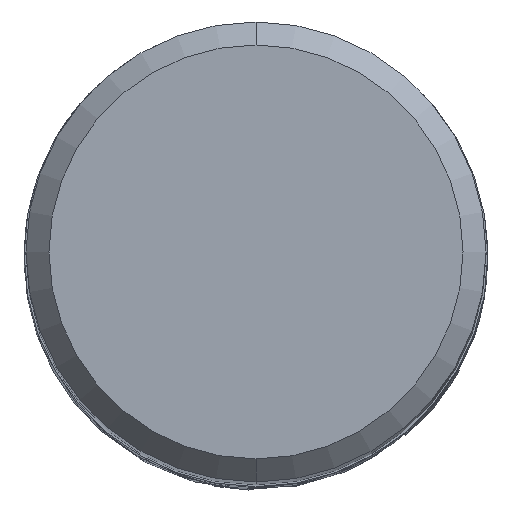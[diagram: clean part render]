
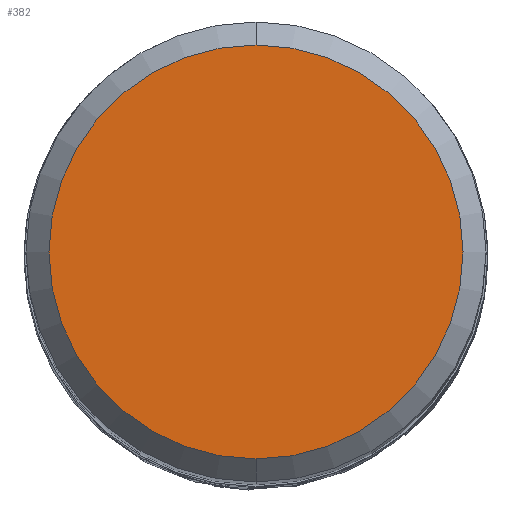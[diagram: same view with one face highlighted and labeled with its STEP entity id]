
A CAD part, top view. The second image highlights one B-rep face of the part: STEP entity #382.
In plain terms, the highlighted planar face has unit normal (0, 0, 1).
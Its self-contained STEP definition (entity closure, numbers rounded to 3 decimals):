
#380=VERTEX_POINT('',#943);
#382=ADVANCED_FACE('',(#945),#946,.T.);
#488=VERTEX_POINT('',#1063);
#692=EDGE_CURVE('',#380,#488,#1281,.T.);
#744=EDGE_CURVE('',#488,#380,#1338,.T.);
#943=CARTESIAN_POINT('',(0.,-5.4,0.0));
#945=FACE_OUTER_BOUND('',#1704,.T.);
#946=PLANE('',#1705);
#1063=CARTESIAN_POINT('',(0.0,5.4,0.0));
#1281=CIRCLE('',#2734,5.4);
#1338=CIRCLE('',#3373,5.4);
#1704=EDGE_LOOP('',(#5235,#5236));
#1705=AXIS2_PLACEMENT_3D('',#5237,#5238,#5239);
#2734=AXIS2_PLACEMENT_3D('',#5562,#5563,#5564);
#3373=AXIS2_PLACEMENT_3D('',#5615,#5616,#5617);
#5235=ORIENTED_EDGE('',*,*,#744,.F.);
#5236=ORIENTED_EDGE('',*,*,#692,.F.);
#5237=CARTESIAN_POINT('',(0.0,2.7,0.0));
#5238=DIRECTION('',(-0.0,0.0,1.0));
#5239=DIRECTION('',(0.0,-1.0,0.0));
#5562=CARTESIAN_POINT('',(0.0,0.0,0.0));
#5563=DIRECTION('',(0.0,0.0,-1.0));
#5564=DIRECTION('',(0.0,1.0,0.0));
#5615=CARTESIAN_POINT('',(0.0,0.0,0.0));
#5616=DIRECTION('',(0.0,0.0,-1.0));
#5617=DIRECTION('',(0.0,1.0,0.0));
